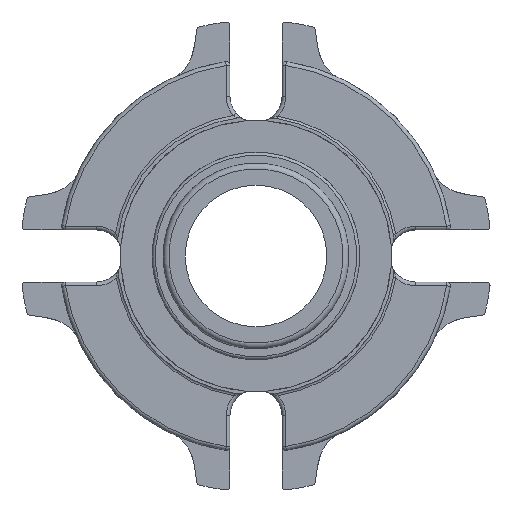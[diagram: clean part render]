
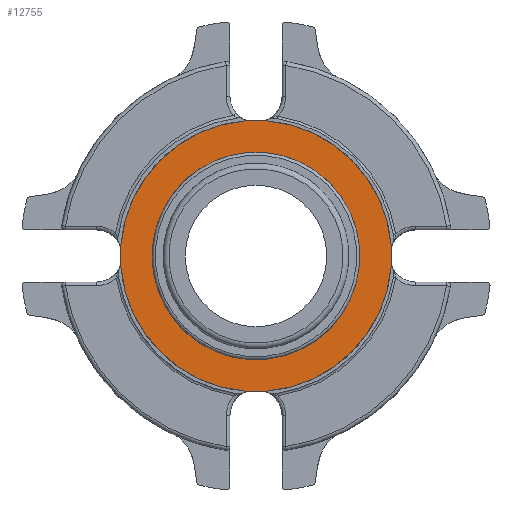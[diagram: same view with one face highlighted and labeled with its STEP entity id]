
A CAD part, left-side view. The second image highlights one B-rep face of the part: STEP entity #12755.
In plain terms, the highlighted planar face has unit normal (-1, 0, 0).
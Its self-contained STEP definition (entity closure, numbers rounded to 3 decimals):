
#1520=PLANE('',#13875);
#4051=ORIENTED_EDGE('',*,*,#5354,.T.);
#4052=ORIENTED_EDGE('',*,*,#5350,.F.);
#5350=EDGE_CURVE('',#6165,#6165,#6752,.F.);
#5354=EDGE_CURVE('',#6166,#6166,#6756,.T.);
#6165=VERTEX_POINT('',#20673);
#6166=VERTEX_POINT('',#20682);
#6752=CIRCLE('',#13868,27.912);
#6756=CIRCLE('',#13876,36.476);
#7414=EDGE_LOOP('',(#4051));
#7415=EDGE_LOOP('',(#4052));
#8081=FACE_BOUND('',#7414,.T.);
#8082=FACE_BOUND('',#7415,.T.);
#12755=ADVANCED_FACE('',(#8081,#8082),#1520,.F.);
#13868=AXIS2_PLACEMENT_3D('',#20672,#16570,#16571);
#13875=AXIS2_PLACEMENT_3D('',#20680,#16584,#16585);
#13876=AXIS2_PLACEMENT_3D('',#20681,#16586,#16587);
#16570=DIRECTION('',(1.,0.,0.));
#16571=DIRECTION('',(0.,1.,0.));
#16584=DIRECTION('',(1.,0.,0.));
#16585=DIRECTION('',(0.,-0.707,0.707));
#16586=DIRECTION('',(-1.,0.,0.));
#16587=DIRECTION('',(0.,0.707,-0.707));
#20672=CARTESIAN_POINT('',(-0.888,0.,0.));
#20673=CARTESIAN_POINT('',(-0.888,27.912,0.));
#20680=CARTESIAN_POINT('',(-0.888,25.792,-25.792));
#20681=CARTESIAN_POINT('',(-0.888,0.,0.));
#20682=CARTESIAN_POINT('',(-0.888,25.792,-25.792));
